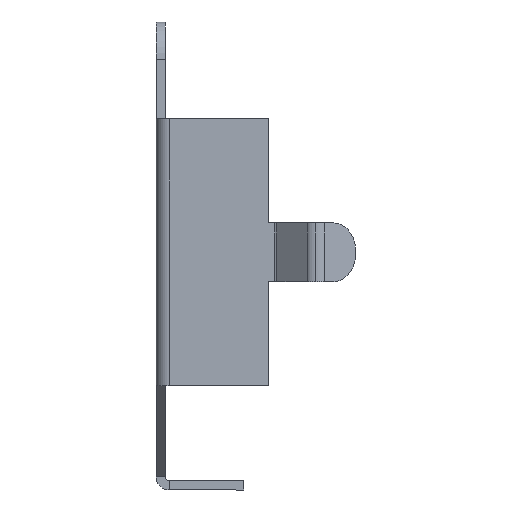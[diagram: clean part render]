
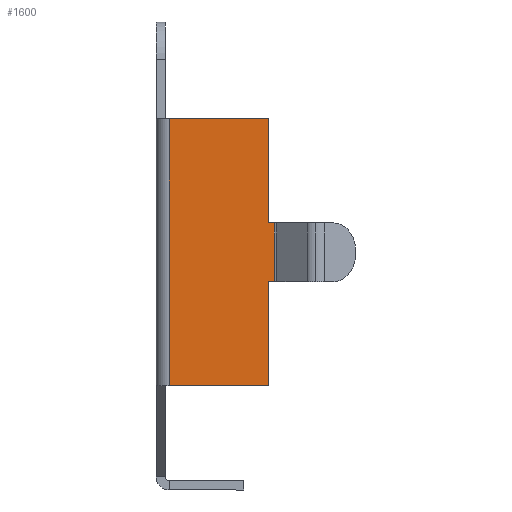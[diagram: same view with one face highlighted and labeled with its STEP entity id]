
A CAD part, left-side view. The second image highlights one B-rep face of the part: STEP entity #1600.
In plain terms, the highlighted planar face has unit normal (-1, 0, 0).
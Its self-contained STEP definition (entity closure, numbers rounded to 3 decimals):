
#14 = CARTESIAN_POINT ( 'NONE',  ( -6.6, 0., 3.665 ) ) ;
#82 = VERTEX_POINT ( 'NONE', #601 ) ;
#90 = VERTEX_POINT ( 'NONE', #3121 ) ;
#139 = ORIENTED_EDGE ( 'NONE', *, *, #1795, .F. ) ;
#280 = EDGE_CURVE ( 'NONE', #90, #2196, #333, .T. ) ;
#333 = LINE ( 'NONE', #2083, #2453 ) ;
#356 = CARTESIAN_POINT ( 'NONE',  ( -6.6, 0., 3.665 ) ) ;
#382 = CARTESIAN_POINT ( 'NONE',  ( -6.6, 2.65, 3.665 ) ) ;
#423 = DIRECTION ( 'NONE',  ( 0., -1., 0. ) ) ;
#454 = VECTOR ( 'NONE', #423, 1000. ) ;
#480 = CARTESIAN_POINT ( 'NONE',  ( -6.6, 2.65, 3.665 ) ) ;
#492 = CARTESIAN_POINT ( 'NONE',  ( -6.6, 0., -3.465 ) ) ;
#516 = VECTOR ( 'NONE', #3436, 1000. ) ;
#560 = PLANE ( 'NONE',  #2689 ) ;
#601 = CARTESIAN_POINT ( 'NONE',  ( -6.6, 0., -3.465 ) ) ;
#700 = DIRECTION ( 'NONE',  ( 0., 0., -1. ) ) ;
#722 = VECTOR ( 'NONE', #2117, 1000. ) ;
#791 = VECTOR ( 'NONE', #2075, 1000. ) ;
#916 = CARTESIAN_POINT ( 'NONE',  ( -6.6, -0.162, 0.885 ) ) ;
#917 = ORIENTED_EDGE ( 'NONE', *, *, #280, .F. ) ;
#1104 = ORIENTED_EDGE ( 'NONE', *, *, #3227, .F. ) ;
#1145 = EDGE_CURVE ( 'NONE', #2196, #2673, #1308, .T. ) ;
#1157 = CARTESIAN_POINT ( 'NONE',  ( -6.6, 0., -0.685 ) ) ;
#1177 = LINE ( 'NONE', #1157, #454 ) ;
#1223 = LINE ( 'NONE', #14, #2041 ) ;
#1308 = LINE ( 'NONE', #916, #791 ) ;
#1338 = EDGE_CURVE ( 'NONE', #1871, #2673, #1177, .T. ) ;
#1371 = LINE ( 'NONE', #492, #1456 ) ;
#1454 = ORIENTED_EDGE ( 'NONE', *, *, #3007, .F. ) ;
#1456 = VECTOR ( 'NONE', #3514, 1000. ) ;
#1479 = CARTESIAN_POINT ( 'NONE',  ( -6.6, 0., -0.685 ) ) ;
#1550 = ORIENTED_EDGE ( 'NONE', *, *, #3296, .F. ) ;
#1600 = ADVANCED_FACE ( 'NONE', ( #2084 ), #560, .F. ) ;
#1631 = EDGE_LOOP ( 'NONE', ( #2466, #1104, #1454, #2427, #3559, #917, #139, #1550 ) ) ;
#1699 = CARTESIAN_POINT ( 'NONE',  ( -6.6, 0., 0. ) ) ;
#1754 = CARTESIAN_POINT ( 'NONE',  ( -6.6, 2.75, 3.665 ) ) ;
#1795 = EDGE_CURVE ( 'NONE', #2552, #90, #1223, .T. ) ;
#1871 = VERTEX_POINT ( 'NONE', #1479 ) ;
#1948 = DIRECTION ( 'NONE',  ( 0., 0., -1. ) ) ;
#2041 = VECTOR ( 'NONE', #1948, 1000. ) ;
#2075 = DIRECTION ( 'NONE',  ( 0., 0., -1. ) ) ;
#2083 = CARTESIAN_POINT ( 'NONE',  ( -6.6, 0., 0.885 ) ) ;
#2084 = FACE_OUTER_BOUND ( 'NONE', #1631, .T. ) ;
#2096 = DIRECTION ( 'NONE',  ( 0., -1., 0. ) ) ;
#2117 = DIRECTION ( 'NONE',  ( 0., 0., 1. ) ) ;
#2154 = LINE ( 'NONE', #1754, #516 ) ;
#2196 = VERTEX_POINT ( 'NONE', #3439 ) ;
#2197 = LINE ( 'NONE', #480, #722 ) ;
#2290 = LINE ( 'NONE', #2366, #3425 ) ;
#2366 = CARTESIAN_POINT ( 'NONE',  ( -6.6, 0., 3.665 ) ) ;
#2427 = ORIENTED_EDGE ( 'NONE', *, *, #1338, .T. ) ;
#2453 = VECTOR ( 'NONE', #2096, 1000. ) ;
#2466 = ORIENTED_EDGE ( 'NONE', *, *, #3098, .F. ) ;
#2552 = VERTEX_POINT ( 'NONE', #356 ) ;
#2673 = VERTEX_POINT ( 'NONE', #3516 ) ;
#2689 = AXIS2_PLACEMENT_3D ( 'NONE', #1699, #3082, #3365 ) ;
#2850 = CARTESIAN_POINT ( 'NONE',  ( -6.6, 2.65, -3.465 ) ) ;
#3007 = EDGE_CURVE ( 'NONE', #1871, #82, #2290, .T. ) ;
#3082 = DIRECTION ( 'NONE',  ( 1., 0., 0. ) ) ;
#3098 = EDGE_CURVE ( 'NONE', #3536, #3515, #2197, .T. ) ;
#3121 = CARTESIAN_POINT ( 'NONE',  ( -6.6, 0., 0.885 ) ) ;
#3227 = EDGE_CURVE ( 'NONE', #82, #3536, #1371, .T. ) ;
#3296 = EDGE_CURVE ( 'NONE', #3515, #2552, #2154, .T. ) ;
#3365 = DIRECTION ( 'NONE',  ( 0., 1., 0. ) ) ;
#3425 = VECTOR ( 'NONE', #700, 1000. ) ;
#3436 = DIRECTION ( 'NONE',  ( 0., -1., 0. ) ) ;
#3439 = CARTESIAN_POINT ( 'NONE',  ( -6.6, -0.162, 0.885 ) ) ;
#3514 = DIRECTION ( 'NONE',  ( 0., 1., 0. ) ) ;
#3515 = VERTEX_POINT ( 'NONE', #382 ) ;
#3516 = CARTESIAN_POINT ( 'NONE',  ( -6.6, -0.162, -0.685 ) ) ;
#3536 = VERTEX_POINT ( 'NONE', #2850 ) ;
#3559 = ORIENTED_EDGE ( 'NONE', *, *, #1145, .F. ) ;
